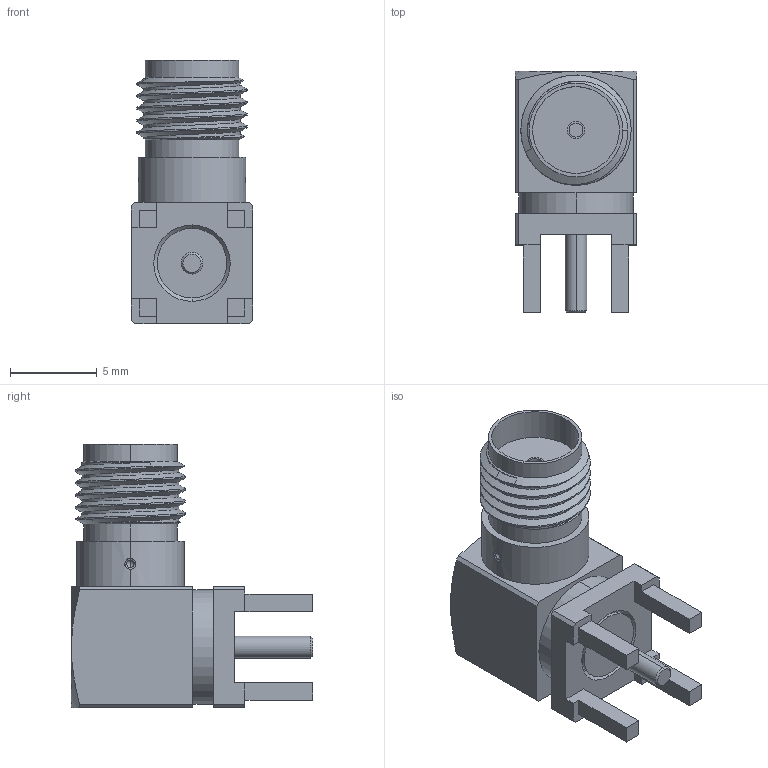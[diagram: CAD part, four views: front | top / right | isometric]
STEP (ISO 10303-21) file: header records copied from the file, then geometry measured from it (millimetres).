
FILE_DESCRIPTION (( 'STEP AP214' ), '1' );
FILE_NAME ('CONSMA002-G.STEP', '2020-10-28T22:22:44', ( '' ), ( '' ), 'SwSTEP 2.0', 'SolidWorks 2017', '' );
FILE_SCHEMA (( 'AUTOMOTIVE_DESIGN' ));
Length unit declared in the file: millimetre
Products named in the file (1): CONSMA002-G
Bounding box: 7 x 13.9 x 15.2 mm (x, y, z)
Volume: 651 mm3; surface area: 830.3 mm2
Topology: 5 solids, 5 shells, 116 faces, 289 edges, 190 vertices
Faces by surface type: plane 57, cylinder 36, cone 12, bspline 7, sphere 4
Entity records: 5168 total; most frequent: CARTESIAN_POINT 2413, ORIENTED_EDGE 578, DIRECTION 517, EDGE_CURVE 289, VERTEX_POINT 190, AXIS2_PLACEMENT_3D 180, LINE 157, VECTOR 157
